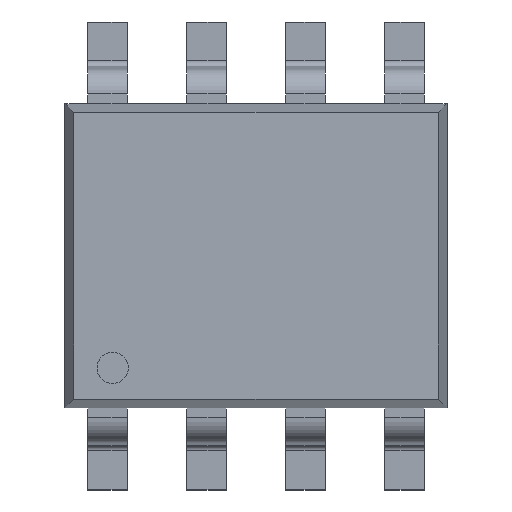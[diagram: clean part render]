
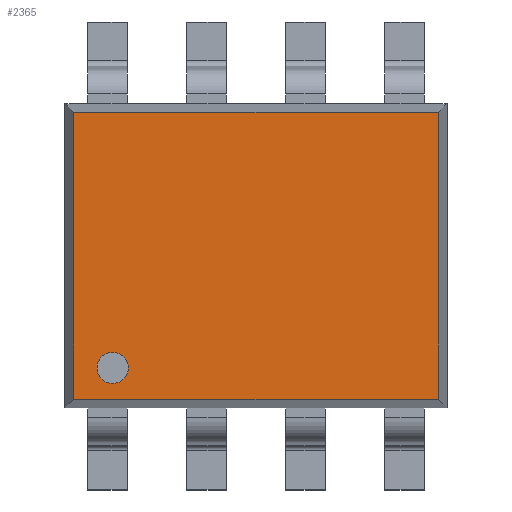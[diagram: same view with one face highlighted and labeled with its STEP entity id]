
A CAD part, top view. The second image highlights one B-rep face of the part: STEP entity #2365.
In plain terms, the highlighted planar face has unit normal (0, 0, 1).
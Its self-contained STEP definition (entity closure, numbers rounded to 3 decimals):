
#46=CIRCLE('',#2514,0.2);
#112=FACE_BOUND('',#244,.T.);
#114=FACE_OUTER_BOUND('',#243,.T.);
#243=EDGE_LOOP('',(#1473,#1474,#1475,#1476));
#244=EDGE_LOOP('',(#1477));
#379=LINE('',#3386,#651);
#380=LINE('',#3388,#652);
#381=LINE('',#3390,#653);
#382=LINE('',#3391,#654);
#651=VECTOR('',#2719,1.);
#652=VECTOR('',#2720,1.);
#653=VECTOR('',#2721,1.);
#654=VECTOR('',#2722,1.);
#923=VERTEX_POINT('',#3384);
#924=VERTEX_POINT('',#3385);
#925=VERTEX_POINT('',#3387);
#926=VERTEX_POINT('',#3389);
#927=VERTEX_POINT('',#3392);
#1136=EDGE_CURVE('',#923,#924,#379,.T.);
#1137=EDGE_CURVE('',#923,#925,#380,.T.);
#1138=EDGE_CURVE('',#925,#926,#381,.T.);
#1139=EDGE_CURVE('',#924,#926,#382,.T.);
#1140=EDGE_CURVE('',#927,#927,#46,.T.);
#1473=ORIENTED_EDGE('',*,*,#1136,.F.);
#1474=ORIENTED_EDGE('',*,*,#1137,.T.);
#1475=ORIENTED_EDGE('',*,*,#1138,.T.);
#1476=ORIENTED_EDGE('',*,*,#1139,.F.);
#1477=ORIENTED_EDGE('',*,*,#1140,.T.);
#2140=PLANE('',#2513);
#2365=ADVANCED_FACE('',(#114,#112),#2140,.T.);
#2513=AXIS2_PLACEMENT_3D('',#3383,#2717,#2718);
#2514=AXIS2_PLACEMENT_3D('',#3393,#2723,#2724);
#2717=DIRECTION('center_axis',(0.,0.,
1.));
#2718=DIRECTION('ref_axis',(0.,-1.,0.));
#2719=DIRECTION('',(-1.,0.,0.));
#2720=DIRECTION('',(0.,1.,0.));
#2721=DIRECTION('',(-1.,0.,0.));
#2722=DIRECTION('',(0.,1.,0.));
#2723=DIRECTION('center_axis',(0.,0.,
-1.));
#2724=DIRECTION('ref_axis',(0.,-1.,0.));
#3383=CARTESIAN_POINT('Origin',(0.,0.,
1.75));
#3384=CARTESIAN_POINT('',(2.338,-1.838,1.75));
#3385=CARTESIAN_POINT('',(-2.338,-1.838,1.75));
#3386=CARTESIAN_POINT('',(2.45,-1.838,1.75));
#3387=CARTESIAN_POINT('',(2.338,1.838,1.75));
#3388=CARTESIAN_POINT('',(2.338,-3.001,1.75));
#3389=CARTESIAN_POINT('',(-2.338,1.838,1.75));
#3390=CARTESIAN_POINT('',(2.45,1.838,1.75));
#3391=CARTESIAN_POINT('',(-2.338,-3.001,1.75));
#3392=CARTESIAN_POINT('',(-1.838,-1.238,1.75));
#3393=CARTESIAN_POINT('Origin',(-1.838,-1.438,1.75));
